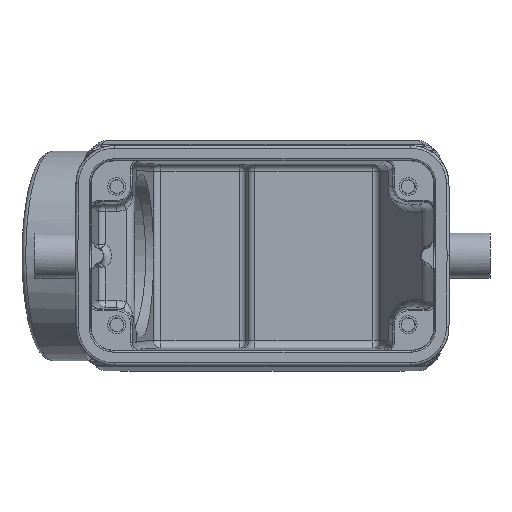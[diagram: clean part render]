
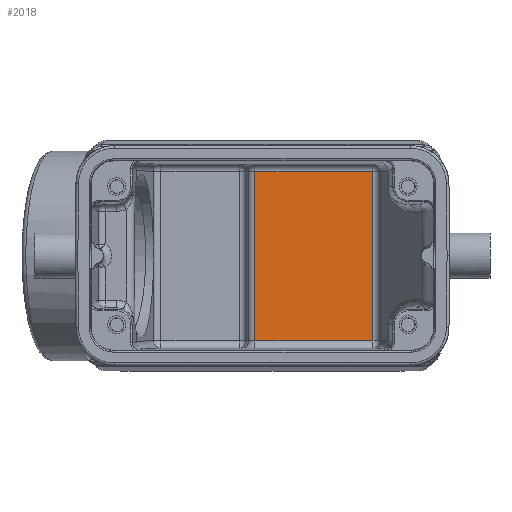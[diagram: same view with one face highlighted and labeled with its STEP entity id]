
A CAD part, top view. The second image highlights one B-rep face of the part: STEP entity #2018.
In plain terms, the highlighted planar face has unit normal (0, 0, 1).
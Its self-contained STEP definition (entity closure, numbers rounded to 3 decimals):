
#2018=ADVANCED_FACE('',(#2963),#2387,.F.);
#2387=PLANE('',#12019);
#2963=FACE_OUTER_BOUND('',#3674,.T.);
#3674=EDGE_LOOP('',(#6624,#6625,#6626,#6627));
#6624=ORIENTED_EDGE('',*,*,#9568,.T.);
#6625=ORIENTED_EDGE('',*,*,#9574,.T.);
#6626=ORIENTED_EDGE('',*,*,#9575,.T.);
#6627=ORIENTED_EDGE('',*,*,#9576,.T.);
#8015=VERTEX_POINT('',#23018);
#8016=VERTEX_POINT('',#23022);
#8018=VERTEX_POINT('',#23031);
#8019=VERTEX_POINT('',#23035);
#9568=EDGE_CURVE('',#8015,#8016,#10464,.T.);
#9574=EDGE_CURVE('',#8016,#8018,#10466,.T.);
#9575=EDGE_CURVE('',#8018,#8019,#10467,.T.);
#9576=EDGE_CURVE('',#8019,#8015,#10468,.T.);
#10464=LINE('',#23021,#11232);
#10466=LINE('',#23032,#11234);
#10467=LINE('',#23034,#11235);
#10468=LINE('',#23036,#11236);
#11232=VECTOR('',#14380,1.);
#11234=VECTOR('',#14394,1.);
#11235=VECTOR('',#14397,1.);
#11236=VECTOR('',#14398,1.);
#12019=AXIS2_PLACEMENT_3D('',#23037,#14399,#14400);
#14380=DIRECTION('',(0.,1.,0.));
#14394=DIRECTION('',(-1.,0.,0.));
#14397=DIRECTION('',(0.,-1.,0.));
#14398=DIRECTION('',(1.,0.,0.));
#14399=DIRECTION('',(0.,0.,-1.));
#14400=DIRECTION('',(-1.,0.,0.));
#23018=CARTESIAN_POINT('',(21.573,-16.546,-65.));
#23021=CARTESIAN_POINT('',(21.573,-16.546,-65.));
#23022=CARTESIAN_POINT('',(21.573,16.546,-65.));
#23031=CARTESIAN_POINT('',(-1.493,16.546,-65.));
#23032=CARTESIAN_POINT('',(21.573,16.546,-65.));
#23034=CARTESIAN_POINT('',(-1.493,16.546,-65.));
#23035=CARTESIAN_POINT('',(-1.493,-16.546,-65.));
#23036=CARTESIAN_POINT('',(-1.493,-16.546,-65.));
#23037=CARTESIAN_POINT('',(22.724,-18.6,-65.));
